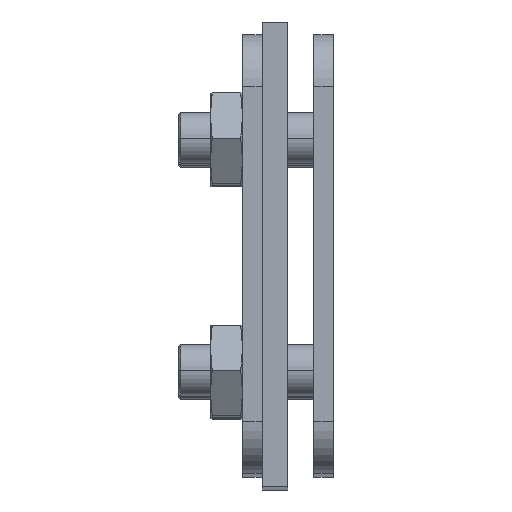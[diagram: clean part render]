
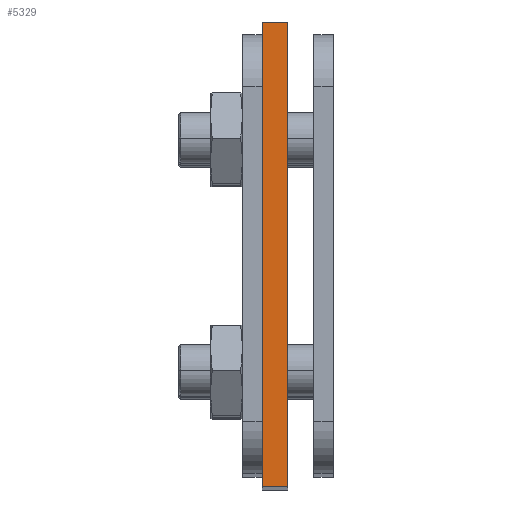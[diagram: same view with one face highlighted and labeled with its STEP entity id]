
A CAD part, top view. The second image highlights one B-rep face of the part: STEP entity #5329.
In plain terms, the highlighted planar face has unit normal (0, 0, 1).
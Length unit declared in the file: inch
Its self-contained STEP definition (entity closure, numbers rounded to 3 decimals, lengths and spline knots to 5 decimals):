
#60 = LINE ( 'NONE', #4534, #2630 ) ;
#197 = PLANE ( 'NONE',  #4662 ) ;
#211 = CARTESIAN_POINT ( 'NONE',  ( 11.875, -0.187, 15.3115 ) ) ;
#290 = CARTESIAN_POINT ( 'NONE',  ( 11.875, -0.187, 15.3115 ) ) ;
#363 = CARTESIAN_POINT ( 'NONE',  ( 11.875, -0.187, 15.3115 ) ) ;
#582 = LINE ( 'NONE', #4393, #4827 ) ;
#780 = LINE ( 'NONE', #363, #4389 ) ;
#982 = DIRECTION ( 'NONE',  ( 0., -1., 0. ) ) ;
#1232 = VECTOR ( 'NONE', #982, 39.37008 ) ;
#1257 = EDGE_CURVE ( 'NONE', #2143, #6577, #582, .T. ) ;
#1274 = ORIENTED_EDGE ( 'NONE', *, *, #1257, .T. ) ;
#1746 = DIRECTION ( 'NONE',  ( 1., 0., 0. ) ) ;
#1886 = DIRECTION ( 'NONE',  ( 0., 0., -1. ) ) ;
#1921 = EDGE_CURVE ( 'NONE', #6577, #2202, #60, .T. ) ;
#2121 = ORIENTED_EDGE ( 'NONE', *, *, #2445, .T. ) ;
#2143 = VERTEX_POINT ( 'NONE', #7260 ) ;
#2202 = VERTEX_POINT ( 'NONE', #5111 ) ;
#2445 = EDGE_CURVE ( 'NONE', #7114, #2143, #780, .T. ) ;
#2630 = VECTOR ( 'NONE', #1746, 39.37008 ) ;
#2719 = DIRECTION ( 'NONE',  ( -1., 0., 0. ) ) ;
#2924 = EDGE_CURVE ( 'NONE', #7114, #2202, #5455, .T. ) ;
#3738 = ORIENTED_EDGE ( 'NONE', *, *, #1921, .T. ) ;
#4389 = VECTOR ( 'NONE', #2719, 39.37008 ) ;
#4393 = CARTESIAN_POINT ( 'NONE',  ( 11.75, -0.187, 15.3115 ) ) ;
#4534 = CARTESIAN_POINT ( 'NONE',  ( 11.875, -2.437, 15.3115 ) ) ;
#4662 = AXIS2_PLACEMENT_3D ( 'NONE', #5698, #1886, #6254 ) ;
#4695 = EDGE_LOOP ( 'NONE', ( #3738, #5226, #2121, #1274 ) ) ;
#4827 = VECTOR ( 'NONE', #5635, 39.37008 ) ;
#5111 = CARTESIAN_POINT ( 'NONE',  ( 11.875, -2.437, 15.3115 ) ) ;
#5226 = ORIENTED_EDGE ( 'NONE', *, *, #2924, .F. ) ;
#5329 = ADVANCED_FACE ( 'NONE', ( #6930 ), #197, .F. ) ;
#5455 = LINE ( 'NONE', #290, #1232 ) ;
#5635 = DIRECTION ( 'NONE',  ( 0., -1., 0. ) ) ;
#5698 = CARTESIAN_POINT ( 'NONE',  ( 11.875, -0.187, 15.3115 ) ) ;
#6254 = DIRECTION ( 'NONE',  ( 1., 0., 0. ) ) ;
#6258 = CARTESIAN_POINT ( 'NONE',  ( 11.75, -2.437, 15.3115 ) ) ;
#6577 = VERTEX_POINT ( 'NONE', #6258 ) ;
#6930 = FACE_OUTER_BOUND ( 'NONE', #4695, .T. ) ;
#7114 = VERTEX_POINT ( 'NONE', #211 ) ;
#7260 = CARTESIAN_POINT ( 'NONE',  ( 11.75, -0.187, 15.3115 ) ) ;
